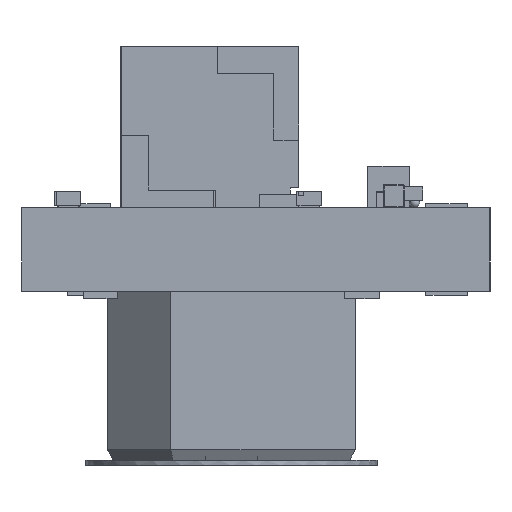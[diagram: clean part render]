
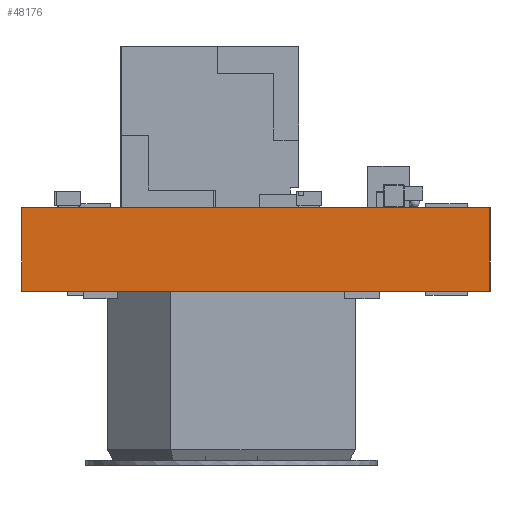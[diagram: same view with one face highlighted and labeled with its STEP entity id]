
A CAD part, left-side view. The second image highlights one B-rep face of the part: STEP entity #48176.
In plain terms, the highlighted planar face has unit normal (-1, 0, 0).
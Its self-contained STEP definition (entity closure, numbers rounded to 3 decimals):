
#2356=PLANE('',#51105);
#4615=FACE_OUTER_BOUND('',#7131,.T.);
#7131=EDGE_LOOP('',(#34386,#34387,#34388,#34389));
#9777=LINE('',#66895,#16107);
#9785=LINE('',#66910,#16115);
#9786=LINE('',#66912,#16116);
#9787=LINE('',#66913,#16117);
#16107=VECTOR('',#54419,10.);
#16115=VECTOR('',#54431,10.);
#16116=VECTOR('',#54434,10.);
#16117=VECTOR('',#54435,10.);
#22889=VERTEX_POINT('',#66892);
#22890=VERTEX_POINT('',#66894);
#22894=VERTEX_POINT('',#66906);
#22895=VERTEX_POINT('',#66908);
#27461=EDGE_CURVE('',#22889,#22890,#9777,.T.);
#27469=EDGE_CURVE('',#22894,#22895,#9785,.T.);
#27470=EDGE_CURVE('',#22889,#22894,#9786,.T.);
#27471=EDGE_CURVE('',#22890,#22895,#9787,.T.);
#34386=ORIENTED_EDGE('',*,*,#27470,.T.);
#34387=ORIENTED_EDGE('',*,*,#27469,.T.);
#34388=ORIENTED_EDGE('',*,*,#27471,.F.);
#34389=ORIENTED_EDGE('',*,*,#27461,.F.);
#48176=ADVANCED_FACE('',(#4615),#2356,.T.);
#51105=AXIS2_PLACEMENT_3D('',#66911,#54432,#54433);
#54419=DIRECTION('',(0.,0.,1.));
#54431=DIRECTION('',(0.,0.,1.));
#54432=DIRECTION('center_axis',(-1.,0.,0.));
#54433=DIRECTION('ref_axis',(0.,-1.,0.));
#54434=DIRECTION('',(0.,-1.,0.));
#54435=DIRECTION('',(0.,-1.,0.));
#66892=CARTESIAN_POINT('',(0.,11.252,0.));
#66894=CARTESIAN_POINT('',(0.,11.252,2.008));
#66895=CARTESIAN_POINT('',(0.,11.252,0.));
#66906=CARTESIAN_POINT('',(0.,0.,0.));
#66908=CARTESIAN_POINT('',(0.,0.,2.008));
#66910=CARTESIAN_POINT('',(0.,0.,0.));
#66911=CARTESIAN_POINT('Origin',(0.,11.252,0.));
#66912=CARTESIAN_POINT('',(0.,11.252,0.));
#66913=CARTESIAN_POINT('',(0.,11.252,2.008));
